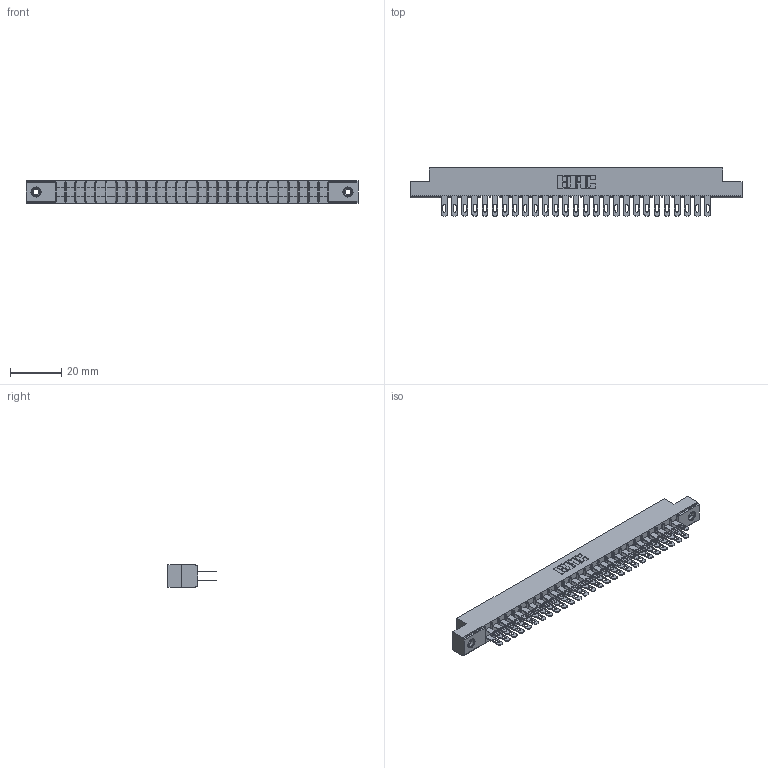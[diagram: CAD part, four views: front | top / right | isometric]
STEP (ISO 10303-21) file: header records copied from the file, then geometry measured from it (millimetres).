
FILE_DESCRIPTION (( 'STEP AP203' ), '1' );
FILE_NAME ('305-054-500-508.STEP', '2019-09-09T22:50:27', ( '' ), ( '' ), 'SwSTEP 2.0', 'SolidWorks 2016', '' );
FILE_SCHEMA (( 'CONFIG_CONTROL_DESIGN' ));
Length unit declared in the file: inch
Products named in the file (4): 305 Part_.156 Dia; 305-054-500-508; 305-290-001_500; 345-250-001_345-250-003-102
Assembly tree (57 placements, depth 2):
  305-054-500-508
    305 Part_.156 Dia
    305-290-001_500  x54
    345-250-001_345-250-003-102  x2
Bounding box: 130 x 18.85 x 8.71 mm (x, y, z)
Volume: 7930.5 mm3; surface area: 17078.8 mm2
Topology: 57 solids, 57 shells, 2876 faces, 8201 edges, 5314 vertices
Faces by surface type: plane 1612, cylinder 1140, sphere 108, cone 12, torus 4
Entity records: 32267 total; most frequent: CARTESIAN_POINT 5322, ORIENTED_EDGE 5274, DIRECTION 5173, EDGE_CURVE 2637, LINE 2111, VECTOR 2111, VERTEX_POINT 1680, AXIS2_PLACEMENT_3D 1531
